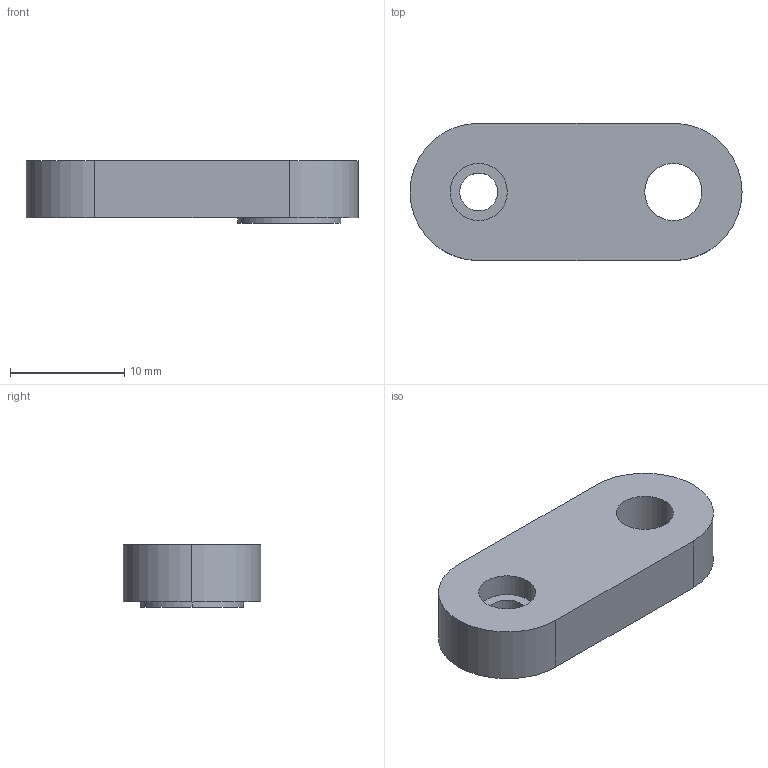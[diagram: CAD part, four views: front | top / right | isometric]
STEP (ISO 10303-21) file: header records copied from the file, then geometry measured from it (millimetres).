
FILE_DESCRIPTION (( 'STEP AP214' ), '1' );
FILE_NAME ('Support galet tendeur V3.STEP', '2020-07-31T14:14:05', ( '' ), ( '' ), 'SwSTEP 2.0', 'SolidWorks 2016', '' );
FILE_SCHEMA (( 'AUTOMOTIVE_DESIGN' ));
Length unit declared in the file: millimetre
Products named in the file (1): Support galet tendeur V3
Bounding box: 29 x 12 x 5.5 mm (x, y, z)
Volume: 1444.4 mm3; surface area: 1099.4 mm2
Topology: 1 solids, 1 shells, 17 faces, 39 edges, 26 vertices
Faces by surface type: cylinder 11, plane 6
Entity records: 581 total; most frequent: DIRECTION 97, CARTESIAN_POINT 83, ORIENTED_EDGE 78, AXIS2_PLACEMENT_3D 40, EDGE_CURVE 39, VERTEX_POINT 26, EDGE_LOOP 23, CIRCLE 22
